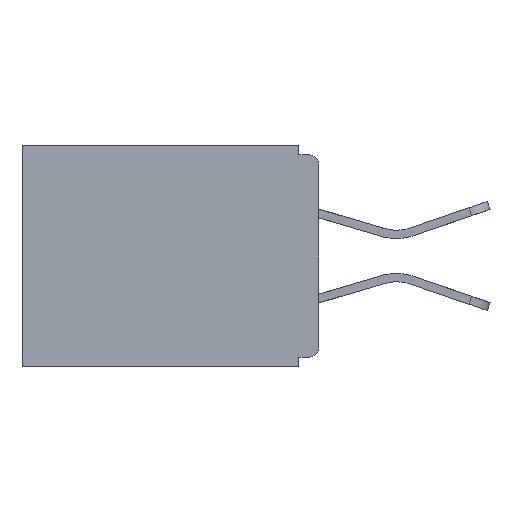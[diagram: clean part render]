
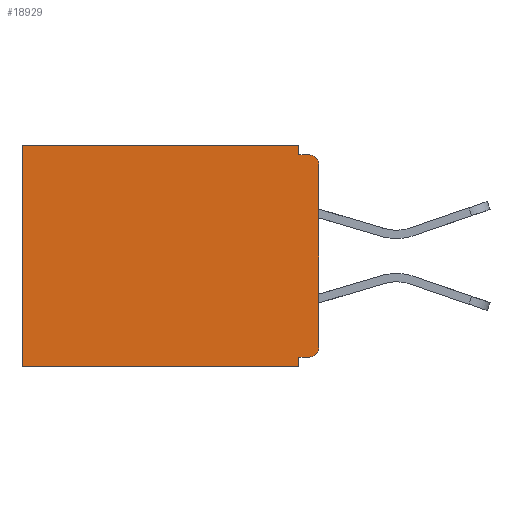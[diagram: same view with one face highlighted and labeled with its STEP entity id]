
A CAD part, left-side view. The second image highlights one B-rep face of the part: STEP entity #18929.
In plain terms, the highlighted planar face has unit normal (-1, 0, 0).
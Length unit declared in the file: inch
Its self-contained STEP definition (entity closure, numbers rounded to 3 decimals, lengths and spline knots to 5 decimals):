
#356 = CARTESIAN_POINT ( 'NONE',  ( 0.298, 0.015, -0.313 ) ) ;
#694 = EDGE_CURVE ( 'NONE', #7418, #921, #24388, .T. ) ;
#921 = VERTEX_POINT ( 'NONE', #14927 ) ;
#989 = EDGE_CURVE ( 'NONE', #15169, #17215, #26130, .T. ) ;
#1030 = DIRECTION ( 'NONE',  ( 1., 0., 0. ) ) ;
#1492 = VERTEX_POINT ( 'NONE', #11316 ) ;
#1524 = AXIS2_PLACEMENT_3D ( 'NONE', #15701, #27052, #29169 ) ;
#1672 = EDGE_CURVE ( 'NONE', #1492, #11050, #10795, .T. ) ;
#1765 = ORIENTED_EDGE ( 'NONE', *, *, #5631, .F. ) ;
#2689 = CARTESIAN_POINT ( 'NONE',  ( 0.298, 0., -0.343 ) ) ;
#3168 = CARTESIAN_POINT ( 'NONE',  ( 0.298, 0.015, -0.328 ) ) ;
#3174 = CIRCLE ( 'NONE', #25162, 0.015 ) ;
#3233 = VERTEX_POINT ( 'NONE', #3168 ) ;
#3866 = CARTESIAN_POINT ( 'NONE',  ( 0.298, 0.46, 0. ) ) ;
#3954 = CARTESIAN_POINT ( 'NONE',  ( 0.298, 0.46, -0.343 ) ) ;
#3998 = DIRECTION ( 'NONE',  ( 0., 0., -1. ) ) ;
#4060 = EDGE_CURVE ( 'NONE', #15169, #23101, #15295, .T. ) ;
#4082 = ORIENTED_EDGE ( 'NONE', *, *, #989, .F. ) ;
#4786 = VECTOR ( 'NONE', #7127, 39.37008 ) ;
#4934 = CARTESIAN_POINT ( 'NONE',  ( 0.298, 0.031, -0.343 ) ) ;
#4964 = CARTESIAN_POINT ( 'NONE',  ( 0.298, 0., -0.03 ) ) ;
#5511 = VECTOR ( 'NONE', #19709, 39.37008 ) ;
#5631 = EDGE_CURVE ( 'NONE', #3233, #7418, #12599, .T. ) ;
#6684 = CARTESIAN_POINT ( 'NONE',  ( 0.298, 0., 0. ) ) ;
#7127 = DIRECTION ( 'NONE',  ( 0., 1., 0. ) ) ;
#7418 = VERTEX_POINT ( 'NONE', #23358 ) ;
#8050 = ORIENTED_EDGE ( 'NONE', *, *, #10717, .F. ) ;
#8217 = EDGE_CURVE ( 'NONE', #921, #12966, #16311, .T. ) ;
#8250 = EDGE_CURVE ( 'NONE', #11050, #12966, #14158, .T. ) ;
#9348 = VERTEX_POINT ( 'NONE', #18128 ) ;
#10717 = EDGE_CURVE ( 'NONE', #9348, #23101, #25782, .T. ) ;
#10786 = VECTOR ( 'NONE', #22284, 39.37008 ) ;
#10795 = LINE ( 'NONE', #20951, #4786 ) ;
#11050 = VERTEX_POINT ( 'NONE', #3866 ) ;
#11316 = CARTESIAN_POINT ( 'NONE',  ( 0.298, 0.031, 0. ) ) ;
#12018 = DIRECTION ( 'NONE',  ( 0., 1., 0. ) ) ;
#12576 = VECTOR ( 'NONE', #16250, 39.37008 ) ;
#12599 = LINE ( 'NONE', #22685, #10786 ) ;
#12966 = VERTEX_POINT ( 'NONE', #3954 ) ;
#13500 = ORIENTED_EDGE ( 'NONE', *, *, #8250, .T. ) ;
#13907 = CARTESIAN_POINT ( 'NONE',  ( 0.298, 0.46, 0. ) ) ;
#14158 = LINE ( 'NONE', #13907, #24483 ) ;
#14429 = DIRECTION ( 'NONE',  ( 0., 0., -1. ) ) ;
#14634 = CARTESIAN_POINT ( 'NONE',  ( 0.298, 0., 0. ) ) ;
#14927 = CARTESIAN_POINT ( 'NONE',  ( 0.298, 0.031, -0.343 ) ) ;
#15169 = VERTEX_POINT ( 'NONE', #4964 ) ;
#15295 = CIRCLE ( 'NONE', #1524, 0.015 ) ;
#15324 = ORIENTED_EDGE ( 'NONE', *, *, #8217, .F. ) ;
#15701 = CARTESIAN_POINT ( 'NONE',  ( 0.298, 0.015, -0.03 ) ) ;
#16250 = DIRECTION ( 'NONE',  ( 0., 0., -1. ) ) ;
#16252 = CARTESIAN_POINT ( 'NONE',  ( 0.298, 0.031, -0.343 ) ) ;
#16311 = LINE ( 'NONE', #2689, #26293 ) ;
#16353 = DIRECTION ( 'NONE',  ( -1., 0., 0. ) ) ;
#17141 = AXIS2_PLACEMENT_3D ( 'NONE', #14634, #1030, #14429 ) ;
#17215 = VERTEX_POINT ( 'NONE', #28867 ) ;
#17241 = VECTOR ( 'NONE', #25690, 39.37008 ) ;
#17776 = CARTESIAN_POINT ( 'NONE',  ( 0.298, 0.015, -0.015 ) ) ;
#18128 = CARTESIAN_POINT ( 'NONE',  ( 0.298, 0.031, -0.015 ) ) ;
#18732 = EDGE_CURVE ( 'NONE', #3233, #17215, #3174, .T. ) ;
#18929 = ADVANCED_FACE ( 'NONE', ( #28775 ), #21518, .F. ) ;
#19091 = ORIENTED_EDGE ( 'NONE', *, *, #1672, .T. ) ;
#19315 = CARTESIAN_POINT ( 'NONE',  ( 0.298, 0., -0.015 ) ) ;
#19415 = ORIENTED_EDGE ( 'NONE', *, *, #18732, .T. ) ;
#19709 = DIRECTION ( 'NONE',  ( 0., -1., 0. ) ) ;
#20875 = DIRECTION ( 'NONE',  ( 0., 0., -1. ) ) ;
#20951 = CARTESIAN_POINT ( 'NONE',  ( 0.298, 0., 0. ) ) ;
#21518 = PLANE ( 'NONE',  #17141 ) ;
#22284 = DIRECTION ( 'NONE',  ( 0., 1., 0. ) ) ;
#22685 = CARTESIAN_POINT ( 'NONE',  ( 0.298, 0., -0.328 ) ) ;
#23101 = VERTEX_POINT ( 'NONE', #17776 ) ;
#23358 = CARTESIAN_POINT ( 'NONE',  ( 0.298, 0.031, -0.328 ) ) ;
#23612 = ORIENTED_EDGE ( 'NONE', *, *, #4060, .T. ) ;
#23647 = ORIENTED_EDGE ( 'NONE', *, *, #26021, .F. ) ;
#24388 = LINE ( 'NONE', #16252, #17241 ) ;
#24483 = VECTOR ( 'NONE', #20875, 39.37008 ) ;
#25162 = AXIS2_PLACEMENT_3D ( 'NONE', #356, #16353, #25510 ) ;
#25510 = DIRECTION ( 'NONE',  ( 0., 0., -1. ) ) ;
#25622 = ORIENTED_EDGE ( 'NONE', *, *, #694, .F. ) ;
#25690 = DIRECTION ( 'NONE',  ( 0., 0., -1. ) ) ;
#25782 = LINE ( 'NONE', #19315, #5511 ) ;
#26021 = EDGE_CURVE ( 'NONE', #1492, #9348, #28953, .T. ) ;
#26130 = LINE ( 'NONE', #6684, #27914 ) ;
#26293 = VECTOR ( 'NONE', #12018, 39.37008 ) ;
#27052 = DIRECTION ( 'NONE',  ( -1., 0., 0. ) ) ;
#27914 = VECTOR ( 'NONE', #3998, 39.37008 ) ;
#28150 = EDGE_LOOP ( 'NONE', ( #23612, #8050, #23647, #19091, #13500, #15324, #25622, #1765, #19415, #4082 ) ) ;
#28775 = FACE_OUTER_BOUND ( 'NONE', #28150, .T. ) ;
#28867 = CARTESIAN_POINT ( 'NONE',  ( 0.298, 0., -0.313 ) ) ;
#28953 = LINE ( 'NONE', #4934, #12576 ) ;
#29169 = DIRECTION ( 'NONE',  ( 0., 0., -1. ) ) ;
